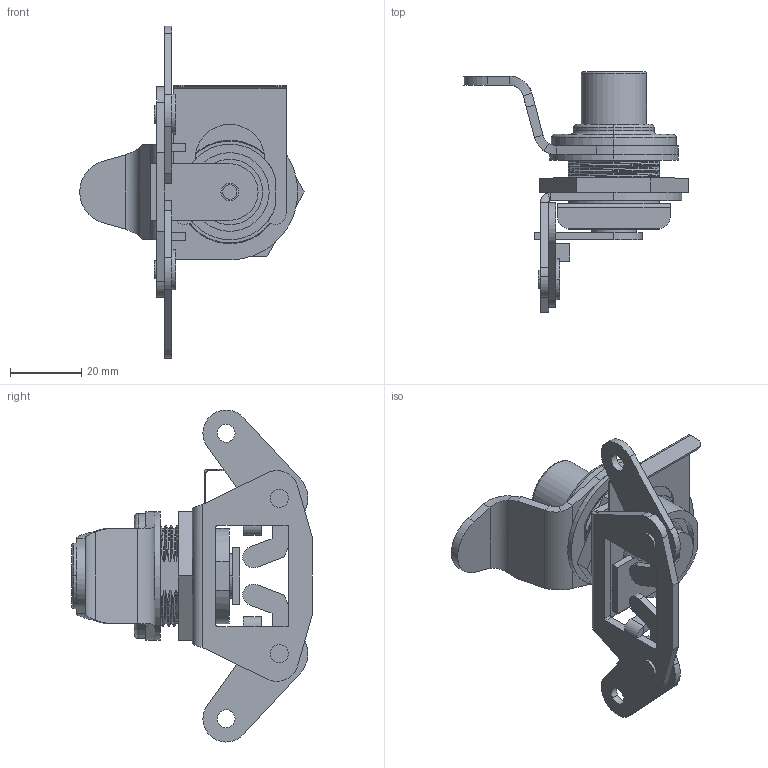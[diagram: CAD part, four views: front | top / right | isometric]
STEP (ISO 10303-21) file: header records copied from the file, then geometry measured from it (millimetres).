
FILE_DESCRIPTION (( 'STEP AP214' ), '1' );
FILE_NAME ('03455-Push Button 2 Point Latch Locking Control 80mm.STEP', '2018-09-07T04:43:44', ( '' ), ( '' ), 'SwSTEP 2.0', 'SolidWorks 2018', '' );
FILE_SCHEMA (( 'AUTOMOTIVE_DESIGN' ));
Length unit declared in the file: millimetre
Products named in the file (1): 03455-Push Button 2 Point Latch Locking Control 80mm
Bounding box: 62.75 x 67.21 x 92.9 mm (x, y, z)
Volume: 30692.5 mm3; surface area: 27356.2 mm2
Topology: 13 solids, 13 shells, 591 faces, 1539 edges, 1007 vertices
Faces by surface type: plane 299, bspline 166, cylinder 118, torus 8
Entity records: 39085 total; most frequent: CARTESIAN_POINT 25323, ORIENTED_EDGE 3078, DIRECTION 2165, EDGE_CURVE 1539, VERTEX_POINT 1007, VECTOR 905, LINE 905, EDGE_LOOP 650
